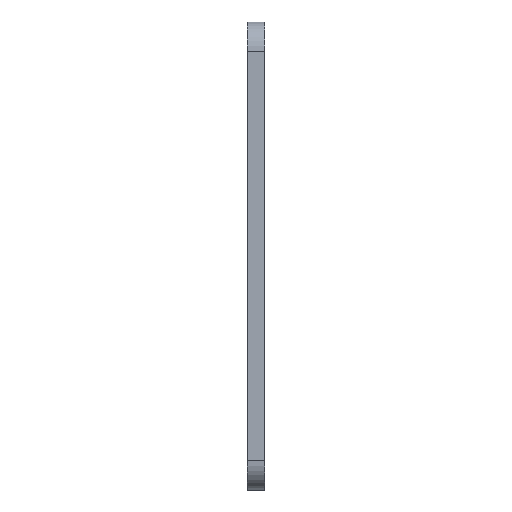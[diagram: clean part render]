
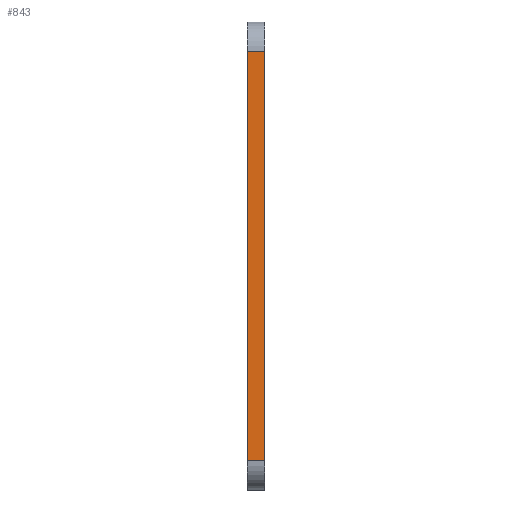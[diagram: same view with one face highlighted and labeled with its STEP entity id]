
A CAD part, left-side view. The second image highlights one B-rep face of the part: STEP entity #843.
In plain terms, the highlighted planar face has unit normal (-1, 0, 0).
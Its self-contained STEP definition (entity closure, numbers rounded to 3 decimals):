
#74=PLANE('',#942);
#113=FACE_OUTER_BOUND('',#152,.T.);
#152=EDGE_LOOP('',(#700,#701,#702,#703));
#244=LINE('',#1374,#297);
#257=LINE('',#1413,#310);
#258=LINE('',#1415,#311);
#259=LINE('',#1416,#312);
#297=VECTOR('',#1146,10.);
#310=VECTOR('',#1185,10.);
#311=VECTOR('',#1188,10.);
#312=VECTOR('',#1189,10.);
#430=VERTEX_POINT('',#1371);
#431=VERTEX_POINT('',#1373);
#443=VERTEX_POINT('',#1409);
#444=VERTEX_POINT('',#1411);
#533=EDGE_CURVE('',#430,#431,#244,.T.);
#553=EDGE_CURVE('',#443,#444,#257,.T.);
#554=EDGE_CURVE('',#430,#443,#258,.T.);
#555=EDGE_CURVE('',#431,#444,#259,.T.);
#700=ORIENTED_EDGE('',*,*,#554,.T.);
#701=ORIENTED_EDGE('',*,*,#553,.T.);
#702=ORIENTED_EDGE('',*,*,#555,.F.);
#703=ORIENTED_EDGE('',*,*,#533,.F.);
#843=ADVANCED_FACE('',(#113),#74,.T.);
#942=AXIS2_PLACEMENT_3D('',#1414,#1186,#1187);
#1146=DIRECTION('',(0.,1.,0.));
#1185=DIRECTION('',(0.,1.,0.));
#1186=DIRECTION('center_axis',(-1.,0.,0.));
#1187=DIRECTION('ref_axis',(0.,0.,1.));
#1188=DIRECTION('',(0.,0.,1.));
#1189=DIRECTION('',(0.,0.,1.));
#1371=CARTESIAN_POINT('',(0.,0.,-75.));
#1373=CARTESIAN_POINT('',(0.,3.,-75.));
#1374=CARTESIAN_POINT('',(0.,0.,-75.));
#1409=CARTESIAN_POINT('',(0.,0.,-5.));
#1411=CARTESIAN_POINT('',(0.,3.,-5.));
#1413=CARTESIAN_POINT('',(0.,0.,-5.));
#1414=CARTESIAN_POINT('Origin',(0.,0.,-75.));
#1415=CARTESIAN_POINT('',(0.,0.,-75.));
#1416=CARTESIAN_POINT('',(0.,3.,-75.));
